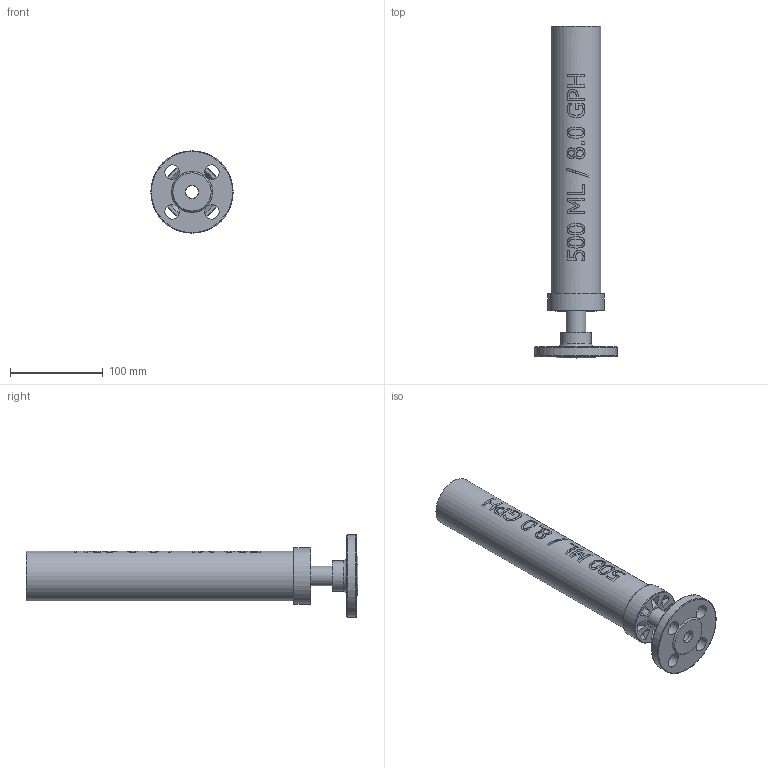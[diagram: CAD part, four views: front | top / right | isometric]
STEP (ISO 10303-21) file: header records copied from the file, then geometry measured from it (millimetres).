
FILE_DESCRIPTION((''),'2;1');
FILE_NAME('PV#1-500-F_R0.iam.stp','2016-10-13T14:09:20',(''),(''),'Autodesk Inventor 2009','Autodesk Inventor 2009','');
FILE_SCHEMA(('AUTOMOTIVE_DESIGN { 1 0 10303 214 1 1 1 1 }'));
Length unit declared in the file: inch
Products named in the file (6): PV#1-500-F_R0; PV-SW-500_R2; PV-500-TUBE_R0; SA-50FLG-PVC_R0; FLG-50PVC_R0; PIPE-50PVC_R0
Assembly tree (5 placements, depth 3):
  PV#1-500-F_R0
    PV-SW-500_R2
    PV-500-TUBE_R0
    SA-50FLG-PVC_R0
      FLG-50PVC_R0
      PIPE-50PVC_R0
Bounding box: 88.9 x 358.77 x 88.9 mm (x, y, z)
Volume: 191044 mm3; surface area: 138813.2 mm2
Topology: 4 solids, 4 shells, 241 faces, 608 edges, 401 vertices
Faces by surface type: bspline 136, plane 68, cylinder 23, cone 14
Full cylindrical faces by diameter (mm): 15.875 x2, 50.927 x1, 53.975 x1, 60.96 x1
Entity records: 48070 total; most frequent: CARTESIAN_POINT 43120, ORIENTED_EDGE 1152, DIRECTION 628, EDGE_CURVE 576, VERTEX_POINT 395, EDGE_LOOP 309, B_SPLINE_CURVE_WITH_KNOTS 246, FACE_OUTER_BOUND 241
